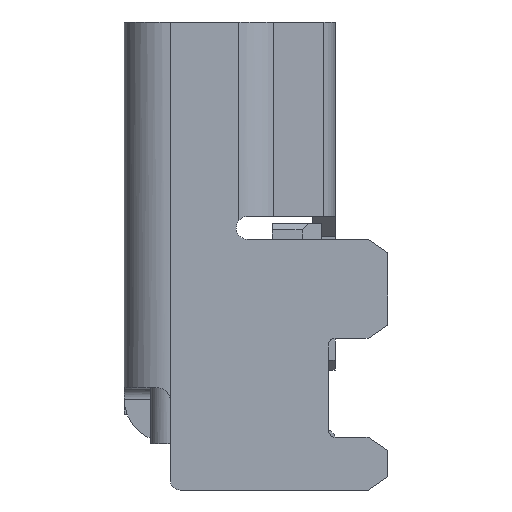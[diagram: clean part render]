
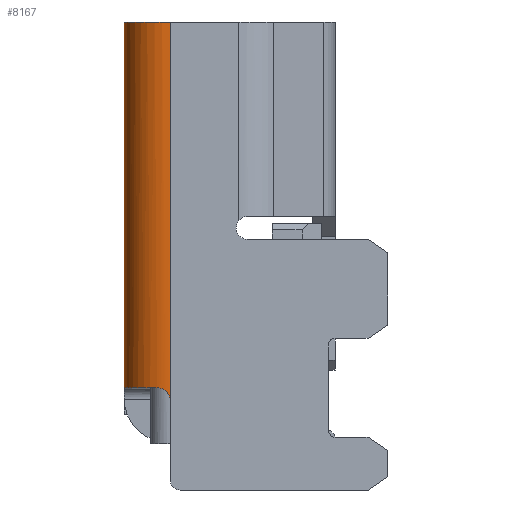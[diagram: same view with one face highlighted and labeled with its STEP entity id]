
A CAD part, left-side view. The second image highlights one B-rep face of the part: STEP entity #8167.
In plain terms, the highlighted cylindrical face has radius 0.7 mm (diameter 1.4 mm), a partial arc.
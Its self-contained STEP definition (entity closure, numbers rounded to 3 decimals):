
#180 = CARTESIAN_POINT ( 'NONE',  ( -5.6, 1.25, -2.28 ) ) ;
#772 = DIRECTION ( 'NONE',  ( 0., 0., 1. ) ) ;
#971 = ORIENTED_EDGE ( 'NONE', *, *, #8345, .T. ) ;
#991 = DIRECTION ( 'NONE',  ( 1., 0., 0. ) ) ;
#994 = VECTOR ( 'NONE', #772, 1000. ) ;
#1867 = CARTESIAN_POINT ( 'NONE',  ( -4.9, 1.95, -0.55 ) ) ;
#1964 = CYLINDRICAL_SURFACE ( 'NONE', #10521, 0.7 ) ;
#2180 = ORIENTED_EDGE ( 'NONE', *, *, #8294, .F. ) ;
#3529 = LINE ( 'NONE', #180, #7941 ) ;
#3578 = VERTEX_POINT ( 'NONE', #10935 ) ;
#3738 = CARTESIAN_POINT ( 'NONE',  ( -4.9, 1.25, -0.55 ) ) ;
#3844 = CARTESIAN_POINT ( 'NONE',  ( -5.601, 1.272, -0.645 ) ) ;
#4143 = CIRCLE ( 'NONE', #6166, 0.7 ) ;
#4810 = CARTESIAN_POINT ( 'NONE',  ( -5.571, 1.45, -0.55 ) ) ;
#4893 = CARTESIAN_POINT ( 'NONE',  ( -5.586, 1.399, -0.55 ) ) ;
#5017 = DIRECTION ( 'NONE',  ( 0., 0., 1. ) ) ;
#5812 = EDGE_LOOP ( 'NONE', ( #7874, #8107, #971, #2180, #7137 ) ) ;
#6166 = AXIS2_PLACEMENT_3D ( 'NONE', #13569, #5017, #9878 ) ;
#6273 = VERTEX_POINT ( 'NONE', #12188 ) ;
#6830 = CARTESIAN_POINT ( 'NONE',  ( -5.6, 1.25, -0.75 ) ) ;
#6834 = LINE ( 'NONE', #11710, #994 ) ;
#7137 = ORIENTED_EDGE ( 'NONE', *, *, #9537, .F. ) ;
#7874 = ORIENTED_EDGE ( 'NONE', *, *, #11551, .F. ) ;
#7941 = VECTOR ( 'NONE', #12160, 1000. ) ;
#8107 = ORIENTED_EDGE ( 'NONE', *, *, #13265, .T. ) ;
#8167 = ADVANCED_FACE ( 'NONE', ( #14172 ), #1964, .T. ) ;
#8172 = CIRCLE ( 'NONE', #13786, 0.7 ) ;
#8294 = EDGE_CURVE ( 'NONE', #3578, #10301, #3529, .T. ) ;
#8345 = EDGE_CURVE ( 'NONE', #6273, #10301, #12923, .T. ) ;
#8396 = CARTESIAN_POINT ( 'NONE',  ( -5.6, 1.25, -0.696 ) ) ;
#9537 = EDGE_CURVE ( 'NONE', #11051, #3578, #4143, .T. ) ;
#9576 = DIRECTION ( 'NONE',  ( 0., 0., 1. ) ) ;
#9878 = DIRECTION ( 'NONE',  ( 1., 0., 0. ) ) ;
#10301 = VERTEX_POINT ( 'NONE', #6830 ) ;
#10521 = AXIS2_PLACEMENT_3D ( 'NONE', #11923, #15595, #991 ) ;
#10935 = CARTESIAN_POINT ( 'NONE',  ( -5.6, 1.25, 5. ) ) ;
#10954 = CARTESIAN_POINT ( 'NONE',  ( -5.594, 1.347, -0.571 ) ) ;
#11051 = VERTEX_POINT ( 'NONE', #12797 ) ;
#11551 = EDGE_CURVE ( 'NONE', #15374, #11051, #6834, .T. ) ;
#11710 = CARTESIAN_POINT ( 'NONE',  ( -4.9, 1.95, -2.28 ) ) ;
#11923 = CARTESIAN_POINT ( 'NONE',  ( -4.9, 1.25, -2.28 ) ) ;
#12087 = CARTESIAN_POINT ( 'NONE',  ( -5.6, 1.25, -0.75 ) ) ;
#12160 = DIRECTION ( 'NONE',  ( 0., 0., -1. ) ) ;
#12188 = CARTESIAN_POINT ( 'NONE',  ( -5.571, 1.45, -0.55 ) ) ;
#12797 = CARTESIAN_POINT ( 'NONE',  ( -4.9, 1.95, 5. ) ) ;
#12923 = B_SPLINE_CURVE_WITH_KNOTS ( 'NONE', 3,
 ( #4810, #4893, #10954, #3844, #8396, #12087 ),
 .UNSPECIFIED., .F., .F.,
 ( 4, 2, 4 ),
 ( 0., 0.5, 1. ),
 .UNSPECIFIED. ) ;
#13265 = EDGE_CURVE ( 'NONE', #15374, #6273, #8172, .T. ) ;
#13569 = CARTESIAN_POINT ( 'NONE',  ( -4.9, 1.25, 5. ) ) ;
#13786 = AXIS2_PLACEMENT_3D ( 'NONE', #3738, #9576, #14454 ) ;
#14172 = FACE_OUTER_BOUND ( 'NONE', #5812, .T. ) ;
#14454 = DIRECTION ( 'NONE',  ( -1., 0., 0. ) ) ;
#15374 = VERTEX_POINT ( 'NONE', #1867 ) ;
#15595 = DIRECTION ( 'NONE',  ( 0., 0., 1. ) ) ;
